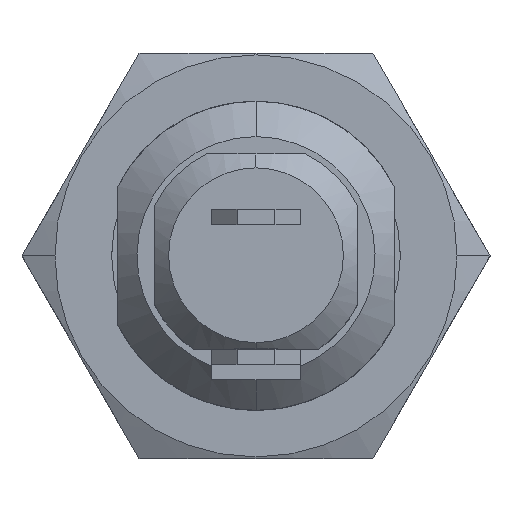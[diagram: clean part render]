
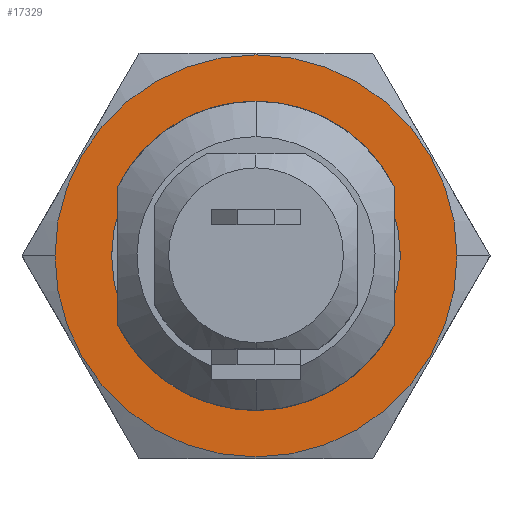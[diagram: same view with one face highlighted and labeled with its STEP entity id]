
A CAD part, top view. The second image highlights one B-rep face of the part: STEP entity #17329.
In plain terms, the highlighted face is planar.
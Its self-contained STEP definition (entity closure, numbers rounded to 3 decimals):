
#17074=CARTESIAN_POINT('',(0.,0.,0.));
#17075=DIRECTION('',(0.,0.,-1.));
#17076=DIRECTION('',(-1.,0.,0.));
#17077=AXIS2_PLACEMENT_3D('',#17074,#17075,#17076);
#17079=CARTESIAN_POINT('',(0.,0.,0.));
#17080=DIRECTION('',(0.,0.,-1.));
#17081=DIRECTION('',(1.,0.,0.));
#17082=AXIS2_PLACEMENT_3D('',#17079,#17080,#17081);
#17084=CARTESIAN_POINT('',(0.,0.,0.));
#17085=DIRECTION('',(0.,0.,1.));
#17086=DIRECTION('',(0.,-1.,0.));
#17087=AXIS2_PLACEMENT_3D('',#17084,#17085,#17086);
#17089=CARTESIAN_POINT('',(0.,0.,0.));
#17090=DIRECTION('',(0.,0.,1.));
#17091=DIRECTION('',(0.,1.,0.));
#17092=AXIS2_PLACEMENT_3D('',#17089,#17090,#17091);
#17286=CARTESIAN_POINT('',(-7.938,0.,0.));
#17287=CARTESIAN_POINT('',(7.938,0.,0.));
#17288=VERTEX_POINT('',#17286);
#17289=VERTEX_POINT('',#17287);
#17304=CARTESIAN_POINT('',(0.,-5.7,0.));
#17305=CARTESIAN_POINT('',(0.,5.7,0.));
#17306=VERTEX_POINT('',#17304);
#17307=VERTEX_POINT('',#17305);
#17312=CARTESIAN_POINT('',(0.,0.,0.));
#17313=DIRECTION('',(0.,0.,1.));
#17314=DIRECTION('',(1.,0.,0.));
#17315=AXIS2_PLACEMENT_3D('',#17312,#17313,#17314);
#17316=PLANE('',#17315);
#17318=ORIENTED_EDGE('',*,*,#17317,.F.);
#17320=ORIENTED_EDGE('',*,*,#17319,.F.);
#17321=EDGE_LOOP('',(#17318,#17320));
#17322=FACE_OUTER_BOUND('',#17321,.F.);
#17324=ORIENTED_EDGE('',*,*,#17323,.F.);
#17326=ORIENTED_EDGE('',*,*,#17325,.F.);
#17327=EDGE_LOOP('',(#17324,#17326));
#17328=FACE_BOUND('',#17327,.F.);
#17329=ADVANCED_FACE('',(#17322,#17328),#17316,.F.);
#17078=CIRCLE('',#17077,7.938);
#17083=CIRCLE('',#17082,7.938);
#17088=CIRCLE('',#17087,5.7);
#17093=CIRCLE('',#17092,5.7);
#17317=EDGE_CURVE('',#17288,#17289,#17078,.T.);
#17319=EDGE_CURVE('',#17289,#17288,#17083,.T.);
#17323=EDGE_CURVE('',#17306,#17307,#17088,.T.);
#17325=EDGE_CURVE('',#17307,#17306,#17093,.T.);
